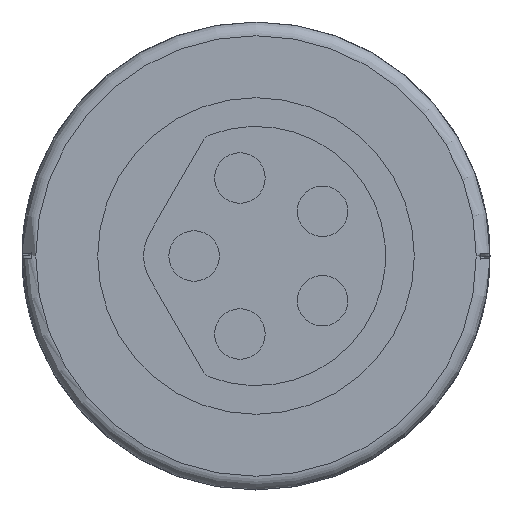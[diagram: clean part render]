
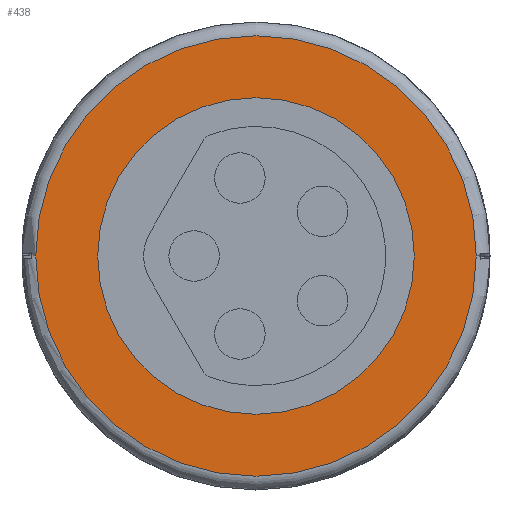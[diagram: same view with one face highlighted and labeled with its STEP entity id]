
A CAD part, front view. The second image highlights one B-rep face of the part: STEP entity #438.
In plain terms, the highlighted planar face has unit normal (0, -1, 0).
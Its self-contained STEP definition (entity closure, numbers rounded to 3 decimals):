
#438=ADVANCED_FACE('',(#591,#592),#531,.T.);
#531=PLANE('',#3006);
#591=FACE_BOUND('',#762,.T.);
#592=FACE_BOUND('',#763,.T.);
#762=EDGE_LOOP('',(#1360));
#763=EDGE_LOOP('',(#1361));
#1360=ORIENTED_EDGE('',*,*,#1921,.F.);
#1361=ORIENTED_EDGE('',*,*,#1766,.T.);
#1537=VERTEX_POINT('',#4652);
#1614=VERTEX_POINT('',#5333);
#1766=EDGE_CURVE('',#1537,#1537,#2024,.T.);
#1921=EDGE_CURVE('',#1614,#1614,#2047,.T.);
#2024=CIRCLE('',#2893,4.8);
#2047=CIRCLE('',#3005,3.45);
#2893=AXIS2_PLACEMENT_3D('',#4651,#3353,#3354);
#3005=AXIS2_PLACEMENT_3D('',#5332,#3697,#3698);
#3006=AXIS2_PLACEMENT_3D('',#5334,#3699,#3700);
#3353=DIRECTION('',(0.,-1.,0.));
#3354=DIRECTION('',(0.,0.,-1.));
#3697=DIRECTION('',(0.,-1.,0.));
#3698=DIRECTION('',(0.,0.,-1.));
#3699=DIRECTION('',(0.,-1.,0.));
#3700=DIRECTION('',(1.,0.,0.));
#4651=CARTESIAN_POINT('',(84.35,15.65,0.));
#4652=CARTESIAN_POINT('',(84.35,15.65,-4.8));
#5332=CARTESIAN_POINT('',(84.35,15.65,0.));
#5333=CARTESIAN_POINT('',(84.35,15.65,-3.45));
#5334=CARTESIAN_POINT('',(84.35,15.65,0.));
